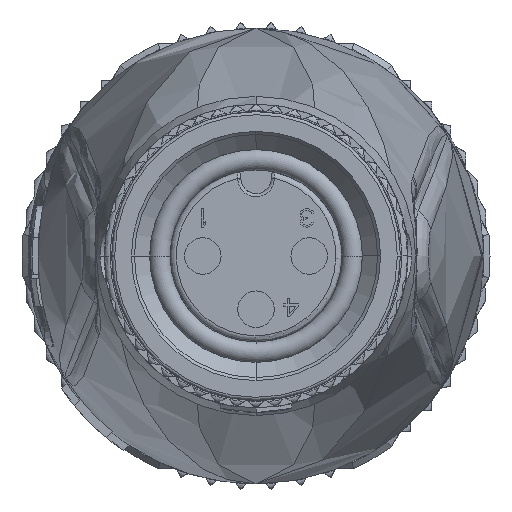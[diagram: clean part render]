
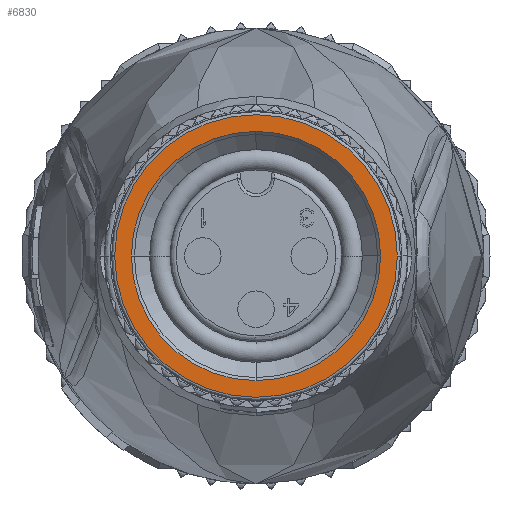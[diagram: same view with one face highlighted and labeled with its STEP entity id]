
A CAD part, front view. The second image highlights one B-rep face of the part: STEP entity #6830.
In plain terms, the highlighted planar face has unit normal (0, -1, 0).
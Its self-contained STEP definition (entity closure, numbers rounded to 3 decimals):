
#6830=ADVANCED_FACE('',(#14845,#14846),#14847,.T.);
#6848=EDGE_CURVE('',#14874,#14871,#14875,.T.);
#6852=EDGE_CURVE('',#14871,#14880,#14881,.T.);
#6860=EDGE_CURVE('',#14893,#14894,#14895,.T.);
#6866=EDGE_CURVE('',#14903,#14904,#14905,.T.);
#8972=EDGE_CURVE('',#14904,#14893,#17669,.T.);
#8974=EDGE_CURVE('',#14894,#14903,#17671,.T.);
#8984=EDGE_CURVE('',#17682,#14874,#17683,.T.);
#8986=EDGE_CURVE('',#14880,#17682,#17685,.T.);
#14845=FACE_OUTER_BOUND('',#67430,.T.);
#14846=FACE_BOUND('',#67431,.T.);
#14847=PLANE('',#67432);
#14871=VERTEX_POINT('',#67460);
#14874=VERTEX_POINT('',#67465);
#14875=CIRCLE('',#67466,4.1);
#14880=VERTEX_POINT('',#67473);
#14881=CIRCLE('',#67474,4.1);
#14893=VERTEX_POINT('',#67490);
#14894=VERTEX_POINT('',#67491);
#14895=CIRCLE('',#67492,4.65);
#14903=VERTEX_POINT('',#67503);
#14904=VERTEX_POINT('',#67504);
#14905=CIRCLE('',#67505,4.65);
#17669=CIRCLE('',#74197,4.65);
#17671=CIRCLE('',#74200,4.65);
#17682=VERTEX_POINT('',#74218);
#17683=CIRCLE('',#74219,4.1);
#17685=CIRCLE('',#74222,4.1);
#67430=EDGE_LOOP('',(#97646,#97647,#97648,#97649));
#67431=EDGE_LOOP('',(#97650,#97651,#97652,#97653));
#67432=AXIS2_PLACEMENT_3D('',#97654,#97655,#97656);
#67460=CARTESIAN_POINT('',(4.1,-8.5,0.0));
#67465=CARTESIAN_POINT('',(0.,-8.5,4.1));
#67466=AXIS2_PLACEMENT_3D('',#97704,#97705,#97706);
#67473=CARTESIAN_POINT('',(0.,-8.5,-4.1));
#67474=AXIS2_PLACEMENT_3D('',#97710,#97711,#97712);
#67490=CARTESIAN_POINT('',(4.65,-8.5,0.0));
#67491=CARTESIAN_POINT('',(-4.65,-8.5,0.024));
#67492=AXIS2_PLACEMENT_3D('',#97722,#97723,#97724);
#67503=CARTESIAN_POINT('',(-4.65,-8.5,0.0));
#67504=CARTESIAN_POINT('',(4.65,-8.5,-0.024));
#67505=AXIS2_PLACEMENT_3D('',#97731,#97732,#97733);
#74197=AXIS2_PLACEMENT_3D('',#99254,#99255,#99256);
#74200=AXIS2_PLACEMENT_3D('',#99257,#99258,#99259);
#74218=CARTESIAN_POINT('',(-4.1,-8.5,0.0));
#74219=AXIS2_PLACEMENT_3D('',#99268,#99269,#99270);
#74222=AXIS2_PLACEMENT_3D('',#99271,#99272,#99273);
#97646=ORIENTED_EDGE('',*,*,#6860,.T.);
#97647=ORIENTED_EDGE('',*,*,#8974,.T.);
#97648=ORIENTED_EDGE('',*,*,#6866,.T.);
#97649=ORIENTED_EDGE('',*,*,#8972,.T.);
#97650=ORIENTED_EDGE('',*,*,#8984,.T.);
#97651=ORIENTED_EDGE('',*,*,#6848,.T.);
#97652=ORIENTED_EDGE('',*,*,#6852,.T.);
#97653=ORIENTED_EDGE('',*,*,#8986,.T.);
#97654=CARTESIAN_POINT('',(0.0,-8.5,0.0));
#97655=DIRECTION('',(0.0,-1.0,0.0));
#97656=DIRECTION('',(0.0,0.0,-1.0));
#97704=CARTESIAN_POINT('',(0.0,-8.5,0.0));
#97705=DIRECTION('',(0.0,1.0,0.0));
#97706=DIRECTION('',(-1.0,0.0,0.0));
#97710=CARTESIAN_POINT('',(0.0,-8.5,0.0));
#97711=DIRECTION('',(-0.0,1.0,0.0));
#97712=DIRECTION('',(1.0,0.0,0.0));
#97722=CARTESIAN_POINT('',(0.0,-8.5,0.0));
#97723=DIRECTION('',(0.0,-1.0,0.0));
#97724=DIRECTION('',(1.0,0.0,0.0));
#97731=CARTESIAN_POINT('',(0.0,-8.5,0.0));
#97732=DIRECTION('',(0.0,-1.0,0.0));
#97733=DIRECTION('',(-1.0,0.0,0.0));
#99254=CARTESIAN_POINT('',(0.0,-8.5,0.0));
#99255=DIRECTION('',(0.0,-1.0,0.0));
#99256=DIRECTION('',(-1.0,0.0,0.0));
#99257=CARTESIAN_POINT('',(0.0,-8.5,0.0));
#99258=DIRECTION('',(0.0,-1.0,0.0));
#99259=DIRECTION('',(1.0,0.0,0.0));
#99268=CARTESIAN_POINT('',(0.0,-8.5,0.0));
#99269=DIRECTION('',(0.0,1.0,0.0));
#99270=DIRECTION('',(-1.0,0.0,0.0));
#99271=CARTESIAN_POINT('',(0.0,-8.5,0.0));
#99272=DIRECTION('',(-0.0,1.0,0.0));
#99273=DIRECTION('',(1.0,0.0,0.0));
